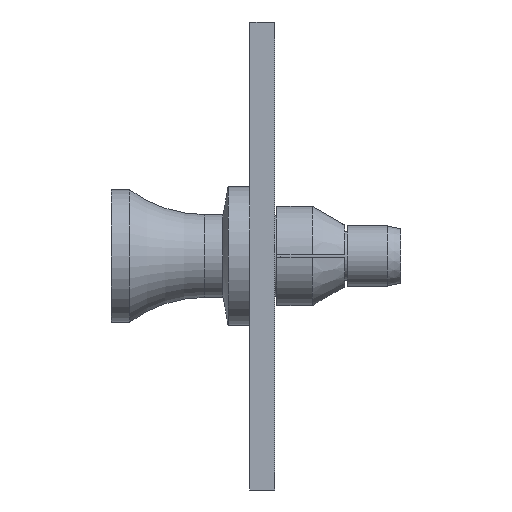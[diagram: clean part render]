
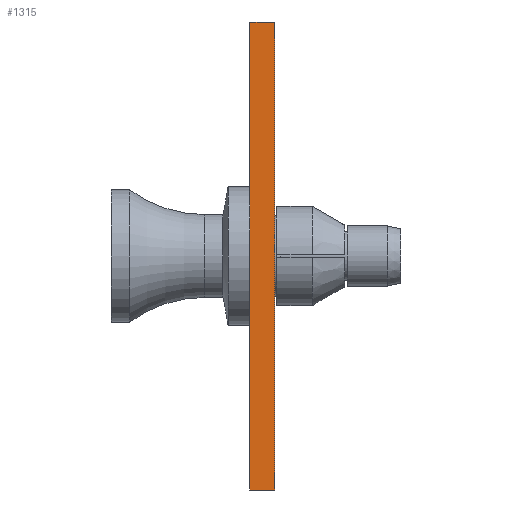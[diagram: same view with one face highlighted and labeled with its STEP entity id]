
A CAD part, left-side view. The second image highlights one B-rep face of the part: STEP entity #1315.
In plain terms, the highlighted planar face has unit normal (-1, 0, 0).
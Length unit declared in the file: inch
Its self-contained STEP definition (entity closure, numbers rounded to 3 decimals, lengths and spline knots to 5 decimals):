
#3 = EDGE_LOOP ( 'NONE', ( #2313, #2433, #2406, #806 ) ) ;
#162 = VERTEX_POINT ( 'NONE', #2065 ) ;
#434 = CARTESIAN_POINT ( 'NONE',  ( -2.55, 0.06, -0.565 ) ) ;
#456 = LINE ( 'NONE', #2095, #1616 ) ;
#507 = VECTOR ( 'NONE', #1097, 39.37008 ) ;
#637 = VERTEX_POINT ( 'NONE', #1376 ) ;
#776 = FACE_OUTER_BOUND ( 'NONE', #3, .T. ) ;
#806 = ORIENTED_EDGE ( 'NONE', *, *, #2385, .T. ) ;
#1097 = DIRECTION ( 'NONE',  ( 0., -1., 0. ) ) ;
#1125 = DIRECTION ( 'NONE',  ( 1., 0., 0. ) ) ;
#1194 = LINE ( 'NONE', #2463, #507 ) ;
#1289 = EDGE_CURVE ( 'Edge10', #162, #637, #2539, .T. ) ;
#1315 = ADVANCED_FACE ( 'Face16', ( #776 ), #1805, .F. ) ;
#1376 = CARTESIAN_POINT ( 'NONE',  ( -2.55, 0., 0.565 ) ) ;
#1511 = CARTESIAN_POINT ( 'NONE',  ( -2.55, 0.06, -0.565 ) ) ;
#1616 = VECTOR ( 'NONE', #1766, 39.37008 ) ;
#1656 = VERTEX_POINT ( 'NONE', #1511 ) ;
#1659 = CARTESIAN_POINT ( 'NONE',  ( -2.55, 0.06, -0.565 ) ) ;
#1766 = DIRECTION ( 'NONE',  ( 0., -1., 0. ) ) ;
#1804 = EDGE_CURVE ( 'NONE', #2978, #637, #456, .T. ) ;
#1805 = PLANE ( 'NONE',  #2429 ) ;
#1864 = DIRECTION ( 'NONE',  ( 0., 0., 1. ) ) ;
#1904 = EDGE_CURVE ( 'NONE', #1656, #2978, #2199, .T. ) ;
#2040 = CARTESIAN_POINT ( 'NONE',  ( -2.55, 0., -0.565 ) ) ;
#2064 = DIRECTION ( 'NONE',  ( 0., 0., -1. ) ) ;
#2065 = CARTESIAN_POINT ( 'NONE',  ( -2.55, 0., -0.565 ) ) ;
#2095 = CARTESIAN_POINT ( 'NONE',  ( -2.55, 0.06, 0.565 ) ) ;
#2141 = VECTOR ( 'NONE', #1864, 39.37008 ) ;
#2167 = VECTOR ( 'NONE', #2264, 39.37008 ) ;
#2199 = LINE ( 'NONE', #1659, #2141 ) ;
#2264 = DIRECTION ( 'NONE',  ( 0., 0., 1. ) ) ;
#2313 = ORIENTED_EDGE ( 'NONE', *, *, #1289, .T. ) ;
#2385 = EDGE_CURVE ( 'NONE', #1656, #162, #1194, .T. ) ;
#2406 = ORIENTED_EDGE ( 'NONE', *, *, #1904, .F. ) ;
#2429 = AXIS2_PLACEMENT_3D ( 'NONE', #434, #1125, #2064 ) ;
#2433 = ORIENTED_EDGE ( 'NONE', *, *, #1804, .F. ) ;
#2458 = CARTESIAN_POINT ( 'NONE',  ( -2.55, 0.06, 0.565 ) ) ;
#2463 = CARTESIAN_POINT ( 'NONE',  ( -2.55, 0.06, -0.565 ) ) ;
#2539 = LINE ( 'NONE', #2040, #2167 ) ;
#2978 = VERTEX_POINT ( 'NONE', #2458 ) ;
